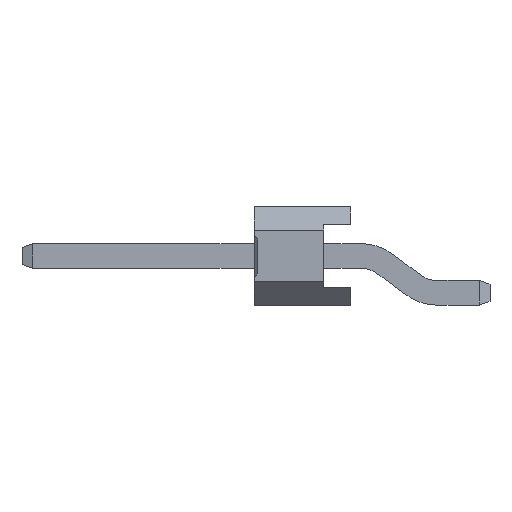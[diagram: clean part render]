
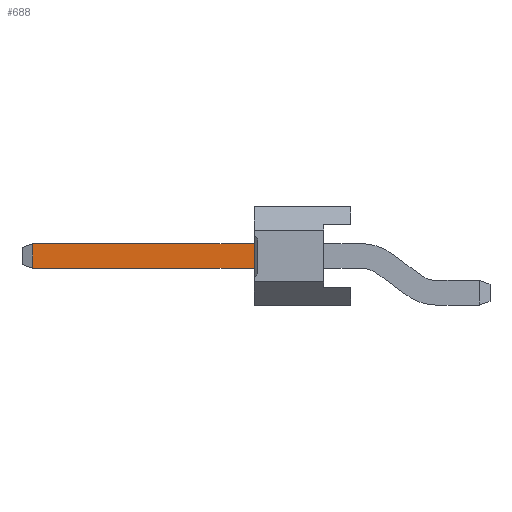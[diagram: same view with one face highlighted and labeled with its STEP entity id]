
A CAD part, left-side view. The second image highlights one B-rep face of the part: STEP entity #688.
In plain terms, the highlighted planar face has unit normal (-1, 0, 0).
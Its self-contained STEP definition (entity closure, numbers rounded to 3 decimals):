
#688=ADVANCED_FACE('',(#2859),#2861,.T.);
#2859=FACE_BOUND('',#2860,.T.);
#2860=EDGE_LOOP('',(#4620,#4621,#4622,#4623));
#2861=PLANE('',#2862);
#2862=AXIS2_PLACEMENT_3D('',#2863,#2864,#2865);
#2863=CARTESIAN_POINT('',(-0.32,-0.85,0.));
#2864=DIRECTION('',(-1.,0.,0.));
#2865=DIRECTION('',(0.,0.,1.));
#4620=ORIENTED_EDGE('',*,*,#5538,.F.);
#4621=ORIENTED_EDGE('',*,*,#5767,.T.);
#4622=ORIENTED_EDGE('',*,*,#5768,.F.);
#4623=ORIENTED_EDGE('',*,*,#5769,.F.);
#5538=EDGE_CURVE('',#6279,#6281,#6282,.T.);
#5767=EDGE_CURVE('',#6279,#6658,#6660,.T.);
#5768=EDGE_CURVE('',#6661,#6658,#6662,.T.);
#5769=EDGE_CURVE('',#6281,#6661,#6663,.T.);
#6279=VERTEX_POINT('',#7531);
#6281=VERTEX_POINT('',#7535);
#6282=LINE('',#7536,#7537);
#6658=VERTEX_POINT('',#8368);
#6660=LINE('',#8372,#8373);
#6661=VERTEX_POINT('',#8375);
#6662=LINE('',#8376,#8377);
#6663=LINE('',#8379,#8380);
#7531=CARTESIAN_POINT('',(-0.32,5.25,1.59));
#7535=CARTESIAN_POINT('',(-0.32,5.25,0.95));
#7536=CARTESIAN_POINT('',(-0.32,5.25,1.59));
#7537=VECTOR('',#7538,1.);
#7538=DIRECTION('',(0.,0.,-1.));
#8368=CARTESIAN_POINT('',(-0.32,10.975,1.59));
#8372=CARTESIAN_POINT('',(-0.32,5.25,1.59));
#8373=VECTOR('',#8374,1.);
#8374=DIRECTION('',(0.,1.,0.));
#8375=CARTESIAN_POINT('',(-0.32,10.975,0.95));
#8376=CARTESIAN_POINT('',(-0.32,10.975,0.95));
#8377=VECTOR('',#8378,1.);
#8378=DIRECTION('',(0.,0.,1.));
#8379=CARTESIAN_POINT('',(-0.32,5.25,0.95));
#8380=VECTOR('',#8381,1.);
#8381=DIRECTION('',(0.,1.,0.));
